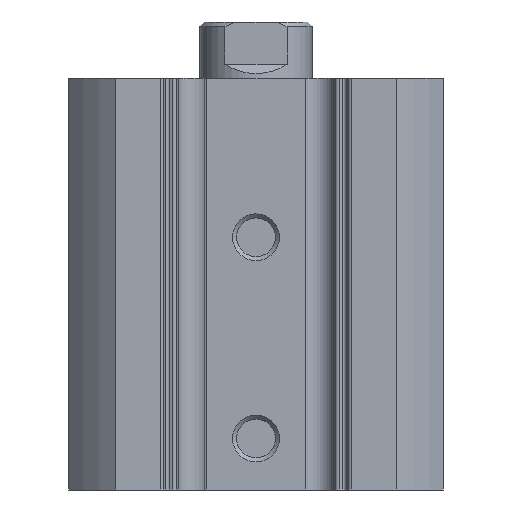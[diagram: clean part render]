
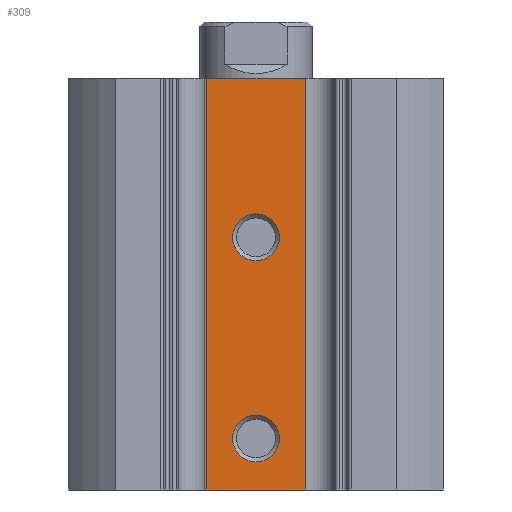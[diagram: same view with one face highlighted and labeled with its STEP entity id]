
A CAD part, left-side view. The second image highlights one B-rep face of the part: STEP entity #309.
In plain terms, the highlighted planar face has unit normal (-1, 0, 0).
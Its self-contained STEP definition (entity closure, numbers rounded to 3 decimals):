
#309 = ADVANCED_FACE( '', ( #680, #681, #682 ), #683, .T. );
#680 = FACE_BOUND( '', #1163, .T. );
#681 = FACE_BOUND( '', #1164, .T. );
#682 = FACE_OUTER_BOUND( '', #1165, .T. );
#683 = PLANE( '', #1166 );
#1163 = EDGE_LOOP( '', ( #2558 ) );
#1164 = EDGE_LOOP( '', ( #2559 ) );
#1165 = EDGE_LOOP( '', ( #2560, #2561, #2562, #2563 ) );
#1166 = AXIS2_PLACEMENT_3D( '', #2564, #2565, #2566 );
#2558 = ORIENTED_EDGE( '', *, *, #3348, .T. );
#2559 = ORIENTED_EDGE( '', *, *, #3349, .T. );
#2560 = ORIENTED_EDGE( '', *, *, #3100, .F. );
#2561 = ORIENTED_EDGE( '', *, *, #3225, .F. );
#2562 = ORIENTED_EDGE( '', *, *, #2973, .T. );
#2563 = ORIENTED_EDGE( '', *, *, #3347, .T. );
#2564 = CARTESIAN_POINT( '', ( -20., 5.255, -44. ) );
#2565 = DIRECTION( '', ( -1., 0., 0. ) );
#2566 = DIRECTION( '', ( 0., 0., 1. ) );
#2973 = EDGE_CURVE( '', #3501, #3502, #3503, .T. );
#3100 = EDGE_CURVE( '', #3755, #3756, #3757, .T. );
#3225 = EDGE_CURVE( '', #3501, #3755, #4004, .T. );
#3347 = EDGE_CURVE( '', #3502, #3756, #4126, .T. );
#3348 = EDGE_CURVE( '', #4127, #4127, #4128, .T. );
#3349 = EDGE_CURVE( '', #4129, #4129, #4130, .T. );
#3501 = VERTEX_POINT( '', #4335 );
#3502 = VERTEX_POINT( '', #4336 );
#3503 = LINE( '', #4337, #4338 );
#3755 = VERTEX_POINT( '', #4651 );
#3756 = VERTEX_POINT( '', #4652 );
#3757 = LINE( '', #4653, #4654 );
#4004 = LINE( '', #4963, #4964 );
#4126 = LINE( '', #5207, #5208 );
#4127 = VERTEX_POINT( '', #5209 );
#4128 = CIRCLE( '', #5210, 2.5 );
#4129 = VERTEX_POINT( '', #5211 );
#4130 = CIRCLE( '', #5212, 2.5 );
#4335 = CARTESIAN_POINT( '', ( -20., 5.255, -44. ) );
#4336 = CARTESIAN_POINT( '', ( -20., -5.255, -44. ) );
#4337 = CARTESIAN_POINT( '', ( -20., 5.255, -44. ) );
#4338 = VECTOR( '', #5478, 1000. );
#4651 = CARTESIAN_POINT( '', ( -20., 5.255, 0. ) );
#4652 = CARTESIAN_POINT( '', ( -20., -5.255, 0. ) );
#4653 = CARTESIAN_POINT( '', ( -20., 5.255, 0. ) );
#4654 = VECTOR( '', #5735, 1000. );
#4963 = CARTESIAN_POINT( '', ( -20., 5.255, -44. ) );
#4964 = VECTOR( '', #5984, 1000. );
#5207 = CARTESIAN_POINT( '', ( -20., -5.255, -44. ) );
#5208 = VECTOR( '', #6106, 1000. );
#5209 = CARTESIAN_POINT( '', ( -20., 0., -41. ) );
#5210 = AXIS2_PLACEMENT_3D( '', #6107, #6108, #6109 );
#5211 = CARTESIAN_POINT( '', ( -20., 0., -19.5 ) );
#5212 = AXIS2_PLACEMENT_3D( '', #6110, #6111, #6112 );
#5478 = DIRECTION( '', ( 0., -1., 0. ) );
#5735 = DIRECTION( '', ( 0., -1., 0. ) );
#5984 = DIRECTION( '', ( 0., 0., 1. ) );
#6106 = DIRECTION( '', ( 0., 0., 1. ) );
#6107 = CARTESIAN_POINT( '', ( -20., 0., -38.5 ) );
#6108 = DIRECTION( '', ( 1., 0., 0. ) );
#6109 = DIRECTION( '', ( 0., 0., -1. ) );
#6110 = CARTESIAN_POINT( '', ( -20., 0., -17. ) );
#6111 = DIRECTION( '', ( 1., 0., 0. ) );
#6112 = DIRECTION( '', ( 0., 0., -1. ) );
